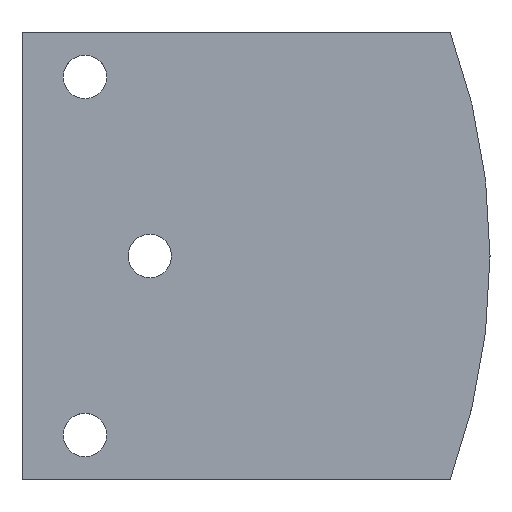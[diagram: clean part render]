
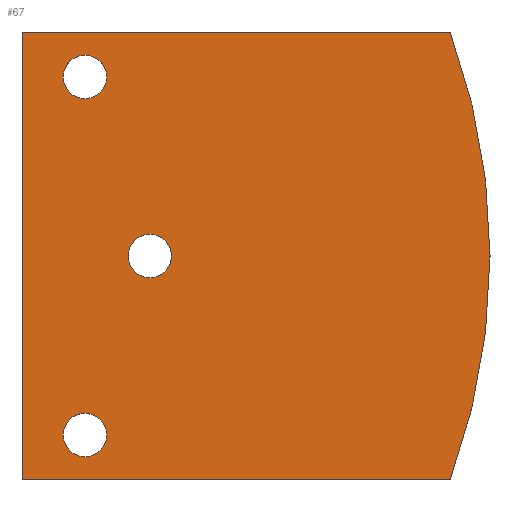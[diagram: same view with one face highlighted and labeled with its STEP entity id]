
A CAD part, top view. The second image highlights one B-rep face of the part: STEP entity #67.
In plain terms, the highlighted planar face has unit normal (0, 0, 1).
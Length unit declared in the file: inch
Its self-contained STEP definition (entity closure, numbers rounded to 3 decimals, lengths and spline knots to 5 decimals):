
#40=FACE_BOUND('',#88,.T.);
#41=FACE_BOUND('',#89,.T.);
#42=FACE_BOUND('',#90,.T.);
#43=FACE_BOUND('',#91,.T.);
#53=CIRCLE('',#188,2.);
#54=CIRCLE('',#190,0.067);
#56=CIRCLE('',#193,0.067);
#58=CIRCLE('',#197,0.067);
#67=ADVANCED_FACE('',(#40,#41,#42,#43),#72,.T.);
#72=PLANE('',#200);
#88=EDGE_LOOP('',(#118,#119,#120,#121));
#89=EDGE_LOOP('',(#122));
#90=EDGE_LOOP('',(#123));
#91=EDGE_LOOP('',(#124));
#118=ORIENTED_EDGE('',*,*,#148,.T.);
#119=ORIENTED_EDGE('',*,*,#152,.T.);
#120=ORIENTED_EDGE('',*,*,#155,.T.);
#121=ORIENTED_EDGE('',*,*,#161,.T.);
#122=ORIENTED_EDGE('',*,*,#158,.F.);
#123=ORIENTED_EDGE('',*,*,#156,.F.);
#124=ORIENTED_EDGE('',*,*,#162,.F.);
#134=VERTEX_POINT('',#253);
#135=VERTEX_POINT('',#255);
#137=VERTEX_POINT('',#261);
#139=VERTEX_POINT('',#267);
#140=VERTEX_POINT('',#271);
#142=VERTEX_POINT('',#276);
#144=VERTEX_POINT('',#284);
#148=EDGE_CURVE('',#135,#134,#166,.T.);
#152=EDGE_CURVE('',#134,#137,#170,.T.);
#155=EDGE_CURVE('',#137,#139,#53,.T.);
#156=EDGE_CURVE('',#140,#140,#54,.T.);
#158=EDGE_CURVE('',#142,#142,#56,.T.);
#161=EDGE_CURVE('',#139,#135,#173,.T.);
#162=EDGE_CURVE('',#144,#144,#58,.T.);
#166=LINE('',#254,#176);
#170=LINE('',#262,#180);
#173=LINE('',#281,#183);
#176=VECTOR('',#206,1.);
#180=VECTOR('',#212,1.);
#183=VECTOR('',#235,1.);
#188=AXIS2_PLACEMENT_3D('',#268,#218,#219);
#190=AXIS2_PLACEMENT_3D('',#270,#222,#223);
#193=AXIS2_PLACEMENT_3D('',#275,#228,#229);
#197=AXIS2_PLACEMENT_3D('',#283,#238,#239);
#200=AXIS2_PLACEMENT_3D('',#288,#244,#245);
#206=DIRECTION('',(0.,-1.,0.));
#212=DIRECTION('',(1.,0.,0.));
#218=DIRECTION('',(0.,0.,1.));
#219=DIRECTION('',(1.,0.,0.));
#222=DIRECTION('',(0.,0.,1.));
#223=DIRECTION('',(1.,0.,0.));
#228=DIRECTION('',(0.,0.,1.));
#229=DIRECTION('',(1.,0.,0.));
#235=DIRECTION('',(-1.,0.,0.));
#238=DIRECTION('',(0.,0.,1.));
#239=DIRECTION('',(1.,0.,0.));
#244=DIRECTION('',(0.,0.,1.));
#245=DIRECTION('',(1.,0.,0.));
#253=CARTESIAN_POINT('',(0.,0.,0.118));
#254=CARTESIAN_POINT('',(0.,1.38,0.118));
#255=CARTESIAN_POINT('',(0.,1.38,0.118));
#261=CARTESIAN_POINT('',(1.32,0.,0.118));
#262=CARTESIAN_POINT('',(0.,0.,0.118));
#267=CARTESIAN_POINT('',(1.32,1.38,0.118));
#268=CARTESIAN_POINT('',(-0.55721,0.69,0.118));
#270=CARTESIAN_POINT('',(0.194,1.242,0.118));
#271=CARTESIAN_POINT('',(0.261,1.242,0.118));
#275=CARTESIAN_POINT('',(0.194,0.138,0.118));
#276=CARTESIAN_POINT('',(0.261,0.138,0.118));
#281=CARTESIAN_POINT('',(1.32,1.38,0.118));
#283=CARTESIAN_POINT('',(0.394,0.69,0.118));
#284=CARTESIAN_POINT('',(0.461,0.69,0.118));
#288=CARTESIAN_POINT('',(-0.55721,0.69,0.118));
